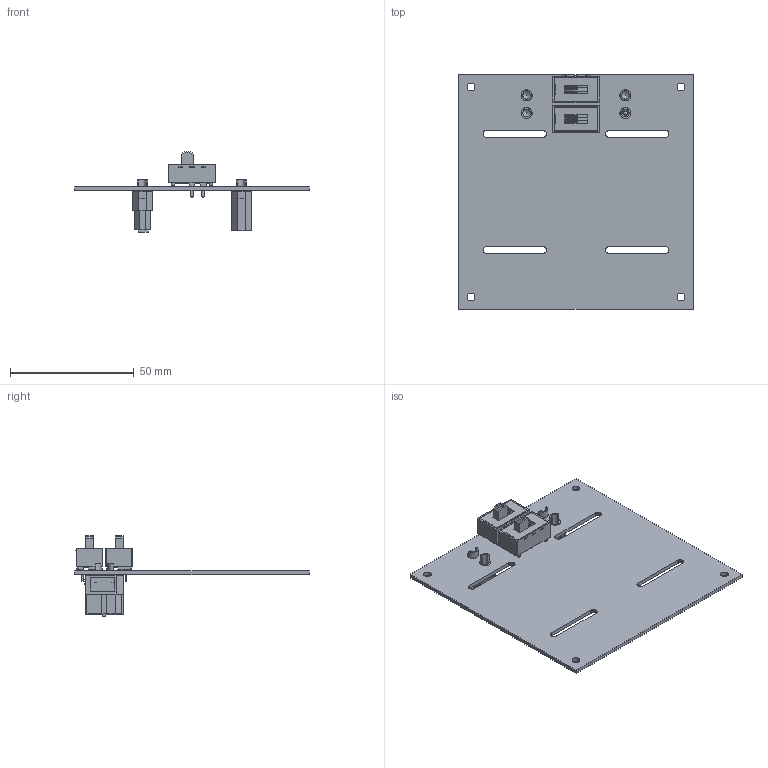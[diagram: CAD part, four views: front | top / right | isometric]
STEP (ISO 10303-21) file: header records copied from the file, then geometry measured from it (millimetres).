
FILE_DESCRIPTION(('KiCad electronic assembly'),'2;1');
FILE_NAME('Cubli batteryboard.step','2023-11-26T15:42:28',('Pcbnew'),( 'Kicad'),'Open CASCADE STEP processor 7.7','KiCad to STEP converter' ,'Unknown');
FILE_SCHEMA(('AUTOMOTIVE_DESIGN { 1 0 10303 214 1 1 1 1 }'));
Length unit declared in the file: millimetre
Products named in the file (8): Cubli batteryboard 1; L201011MS02Q; COMPOUND; AMASS_XT60-F_1x02_P7.2mm_Vertical; AMASS_XT60-M_1x02_P7.2mm_Vertical; Cubli batteryboard PCB
Assembly tree (8 placements, depth 3):
  Cubli batteryboard 1
    L201011MS02Q  x2
      COMPOUND
    AMASS_XT60-F_1x02_P7.2mm_Vertical
      COMPOUND
    AMASS_XT60-M_1x02_P7.2mm_Vertical
      COMPOUND
    Cubli batteryboard PCB
Bounding box: 95 x 95 x 32.6 mm (x, y, z)
Volume: 17623.9 mm3; surface area: 26815.6 mm2
Topology: 11 solids, 11 shells, 1083 faces, 3140 edges, 2056 vertices
Faces by surface type: plane 933, cylinder 126, bspline 16, cone 8
Full cylindrical faces by diameter (mm): 1.65 x8, 3 x4, 3.2 x4, 3.5 x2, 4.3 x8, 4.5 x6, 6 x4
Entity records: 52959 total; most frequent: CARTESIAN_POINT 10730, DIRECTION 7774, LINE 5788, VECTOR 5788, ORIENTED_EDGE 4192, PCURVE 4192, DEFINITIONAL_REPRESENTATION 4192, EDGE_CURVE 2096
